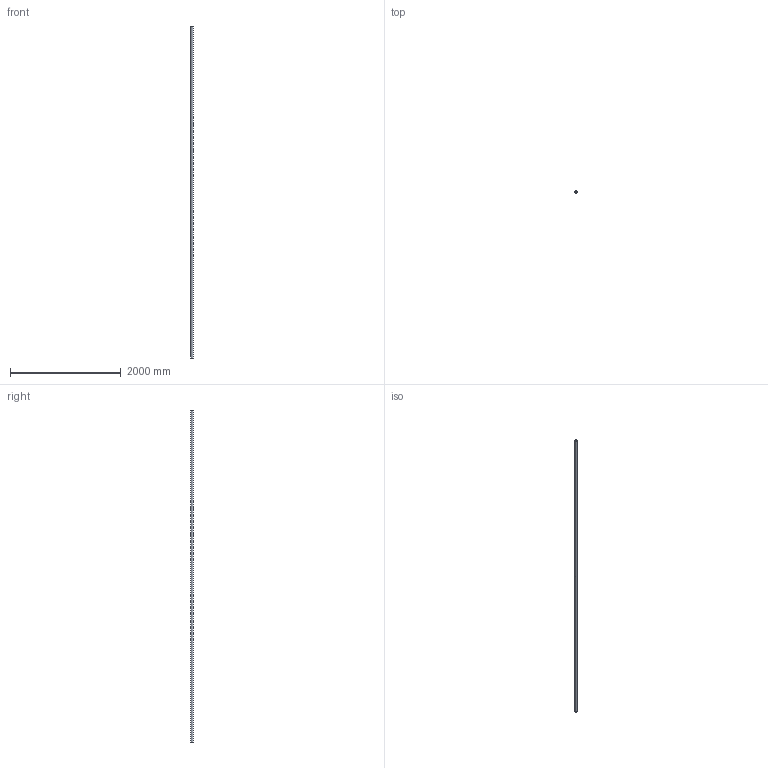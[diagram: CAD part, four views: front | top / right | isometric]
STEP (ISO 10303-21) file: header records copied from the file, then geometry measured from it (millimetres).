
FILE_DESCRIPTION (( 'STEP AP203' ), '1' );
FILE_NAME ('55140-V4A.step', '2023-03-21T15:23:34', ( '' ), ( '' ), 'SwSTEP 2.0', 'SolidWorks 2018', '' );
FILE_SCHEMA (( 'CONFIG_CONTROL_DESIGN' ));
Length unit declared in the file: millimetre
Products named in the file (1): 55140-V4A
Bounding box: 42.4 x 42.4 x 6000 mm (x, y, z)
Volume: 1880242.9 mm3; surface area: 1504828.3 mm2
Topology: 1 solids, 1 shells, 264 faces, 711 edges, 474 vertices
Faces by surface type: plane 144, bspline 93, cylinder 27
Full cylindrical faces by diameter (mm): 37.4 x1, 42.4 x1
Entity records: 11620 total; most frequent: CARTESIAN_POINT 5555, ORIENTED_EDGE 1418, DIRECTION 945, EDGE_CURVE 709, VERTEX_POINT 474, LINE 365, VECTOR 365, EDGE_LOOP 293
